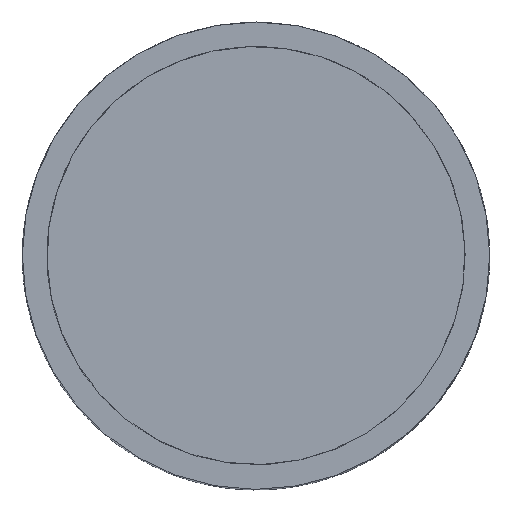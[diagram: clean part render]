
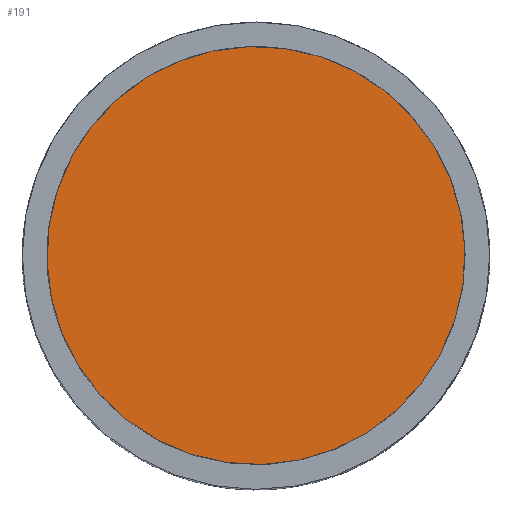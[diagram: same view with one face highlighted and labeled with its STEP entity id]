
A CAD part, top view. The second image highlights one B-rep face of the part: STEP entity #191.
In plain terms, the highlighted planar face has unit normal (0, 0, 1).
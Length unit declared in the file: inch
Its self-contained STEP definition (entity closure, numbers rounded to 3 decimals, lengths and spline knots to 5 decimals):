
#171=CARTESIAN_POINT('',(0.24927,-0.19572,1.33346));
#172=VERTEX_POINT('',#171);
#173=CARTESIAN_POINT('',(0.,0.,1.33346));
#174=DIRECTION('',(0.0,0.0,-1.0));
#175=DIRECTION('',(0.787,-0.618,0.0));
#176=AXIS2_PLACEMENT_3D('',#173,#174,#175);
#177=CIRCLE('',#176,0.31693);
#178=EDGE_CURVE('',#172,#172,#177,.T.);
#183=CARTESIAN_POINT('',(-0.0589,0.48949,1.33346));
#184=DIRECTION('',(0.0,0.0,1.0));
#185=DIRECTION('',(1.0,0.0,0.0));
#186=AXIS2_PLACEMENT_3D('',#183,#184,#185);
#187=PLANE('',#186);
#188=ORIENTED_EDGE('',*,*,#178,.F.);
#189=EDGE_LOOP('',(#188));
#190=FACE_OUTER_BOUND('',#189,.T.);
#191=ADVANCED_FACE('',(#190),#187,.T.);
